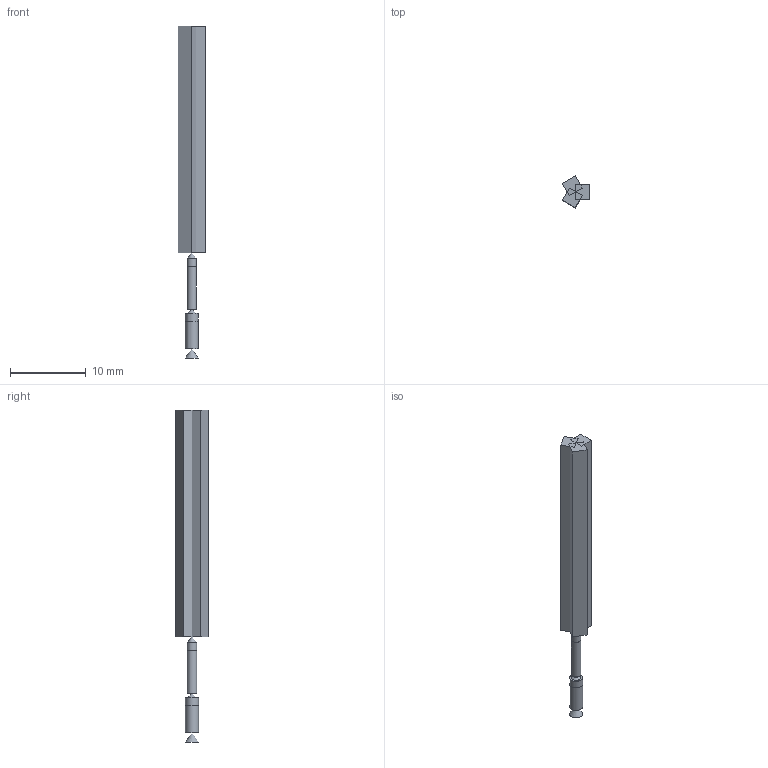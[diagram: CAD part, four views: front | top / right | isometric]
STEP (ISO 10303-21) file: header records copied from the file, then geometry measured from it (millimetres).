
FILE_DESCRIPTION(('FreeCAD Model'),'2;1');
FILE_NAME('Open CASCADE Shape Model','2025-04-13T13:02:13',('Author'),( ''),'Open CASCADE STEP processor 7.8','FreeCAD','Unknown');
FILE_SCHEMA(('AUTOMOTIVE_DESIGN { 1 0 10303 214 1 1 1 1 }'));
Length unit declared in the file: millimetre
Products named in the file (10): Rocket_20250413_130213; Payload_Fairing; Upper_Stage_Body; Upper_Stage_Engine_Section; Upper_Stage_Nozzle; Interstage_0_1; First_Stage_Body; First_Stage_Engine_Section; First_Stage_Nozzle; First_Stage_Fins
Assembly tree (9 placements, depth 2):
  Rocket_20250413_130213
    Payload_Fairing
    Upper_Stage_Body
    Upper_Stage_Engine_Section
    Upper_Stage_Nozzle
    Interstage_0_1
    First_Stage_Body
    First_Stage_Engine_Section
    First_Stage_Nozzle
    First_Stage_Fins
Bounding box: 3.67 x 4.24 x 43.93 mm (x, y, z)
Volume: 356.9 mm3; surface area: 799 mm2
Topology: 11 solids, 11 shells, 38 faces, 60 edges, 40 vertices
Faces by surface type: plane 30, cone 4, cylinder 4
Full cylindrical faces by diameter (mm): 1.245 x2, 1.737 x2
Entity records: 988 total; most frequent: DIRECTION 164, CARTESIAN_POINT 144, ORIENTED_EDGE 112, AXIS2_PLACEMENT_3D 60, EDGE_CURVE 56, LINE 44, VECTOR 44, VERTEX_POINT 40
